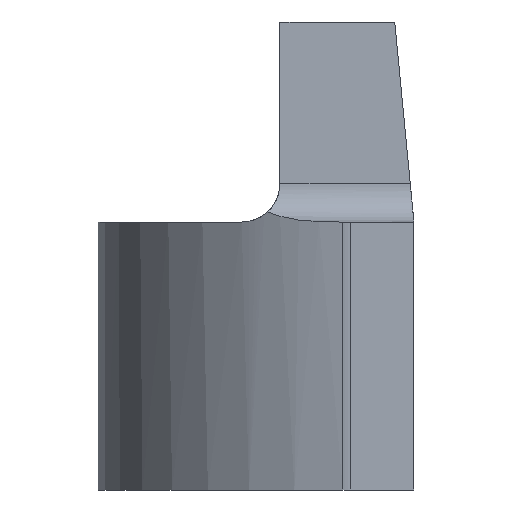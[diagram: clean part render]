
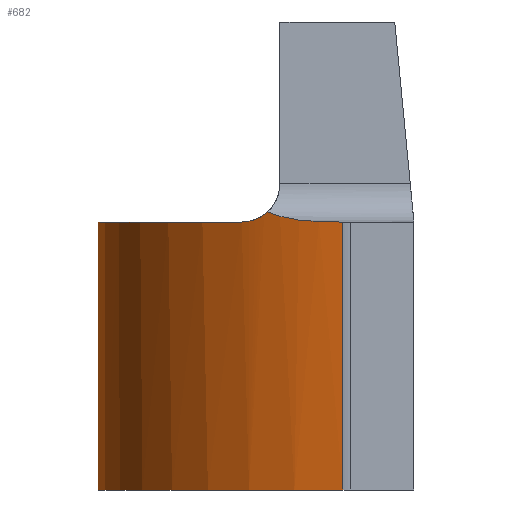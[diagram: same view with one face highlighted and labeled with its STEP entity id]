
A CAD part, left-side view. The second image highlights one B-rep face of the part: STEP entity #682.
In plain terms, the highlighted cylindrical face has radius 16.202 mm (diameter 32.403 mm), a partial arc.
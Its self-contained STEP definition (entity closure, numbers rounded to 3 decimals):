
#81=LINE('',#1160,#138);
#97=LINE('',#1206,#154);
#138=VECTOR('',#905,10.);
#154=VECTOR('',#955,10.);
#167=CYLINDRICAL_SURFACE('',#768,16.202);
#185=B_SPLINE_CURVE_WITH_KNOTS('',3,(#1034,#1035,#1036,#1037,#1038,#1039),
 .UNSPECIFIED.,.F.,.F.,(4,2,4),(0.339,0.426,0.5),
 .UNSPECIFIED.);
#188=B_SPLINE_CURVE_WITH_KNOTS('',3,(#1086,#1087,#1088,#1089,#1090,#1091,
#1092,#1093),.UNSPECIFIED.,.F.,.F.,(4,2,2,4),(-0.661,-0.536,
-0.357,-0.34),.UNSPECIFIED.);
#189=B_SPLINE_CURVE_WITH_KNOTS('',3,(#1099,#1100,#1101,#1102,#1103,#1104),
 .UNSPECIFIED.,.F.,.F.,(4,2,4),(1.867,1.887,1.941),
 .UNSPECIFIED.);
#224=FACE_OUTER_BOUND('',#275,.T.);
#275=EDGE_LOOP('',(#622,#623,#624,#625,#626,#627,#628,#629));
#288=CIRCLE('',#725,16.202);
#292=CIRCLE('',#735,16.202);
#297=CIRCLE('',#755,16.202);
#319=VERTEX_POINT('',#1026);
#322=VERTEX_POINT('',#1032);
#324=VERTEX_POINT('',#1044);
#334=VERTEX_POINT('',#1084);
#335=VERTEX_POINT('',#1085);
#338=VERTEX_POINT('',#1106);
#353=VERTEX_POINT('',#1159);
#356=VERTEX_POINT('',#1169);
#387=EDGE_CURVE('',#322,#319,#185,.T.);
#391=EDGE_CURVE('',#324,#322,#288,.T.);
#405=EDGE_CURVE('',#334,#335,#188,.F.);
#409=EDGE_CURVE('',#319,#335,#189,.T.);
#410=EDGE_CURVE('',#334,#338,#292,.T.);
#435=EDGE_CURVE('',#338,#353,#81,.T.);
#440=EDGE_CURVE('',#356,#353,#297,.T.);
#458=EDGE_CURVE('',#356,#324,#97,.T.);
#622=ORIENTED_EDGE('',*,*,#435,.F.);
#623=ORIENTED_EDGE('',*,*,#410,.F.);
#624=ORIENTED_EDGE('',*,*,#405,.T.);
#625=ORIENTED_EDGE('',*,*,#409,.F.);
#626=ORIENTED_EDGE('',*,*,#387,.F.);
#627=ORIENTED_EDGE('',*,*,#391,.F.);
#628=ORIENTED_EDGE('',*,*,#458,.F.);
#629=ORIENTED_EDGE('',*,*,#440,.T.);
#682=ADVANCED_FACE('',(#224),#167,.T.);
#725=AXIS2_PLACEMENT_3D('',#1046,#821,#822);
#735=AXIS2_PLACEMENT_3D('',#1107,#850,#851);
#755=AXIS2_PLACEMENT_3D('',#1170,#915,#916);
#768=AXIS2_PLACEMENT_3D('',#1205,#953,#954);
#821=DIRECTION('center_axis',(0.,0.,1.));
#822=DIRECTION('ref_axis',(-0.055,0.999,0.));
#850=DIRECTION('center_axis',(0.,0.,1.));
#851=DIRECTION('ref_axis',(-0.055,0.999,0.));
#905=DIRECTION('',(0.,0.,-1.));
#915=DIRECTION('center_axis',(0.,0.,1.));
#916=DIRECTION('ref_axis',(-0.055,0.999,0.));
#953=DIRECTION('center_axis',(0.,0.,1.));
#954=DIRECTION('ref_axis',(-0.055,0.999,0.));
#955=DIRECTION('',(0.,0.,1.));
#1026=CARTESIAN_POINT('',(-13.567,4.142,14.532));
#1032=CARTESIAN_POINT('',(-12.795,5.5,14.));
#1034=CARTESIAN_POINT('Ctrl Pts',(-12.795,5.5,14.));
#1035=CARTESIAN_POINT('Ctrl Pts',(-12.951,5.255,14.));
#1036=CARTESIAN_POINT('Ctrl Pts',(-13.111,4.986,14.048));
#1037=CARTESIAN_POINT('Ctrl Pts',(-13.373,4.518,14.242));
#1038=CARTESIAN_POINT('Ctrl Pts',(-13.48,4.314,14.373));
#1039=CARTESIAN_POINT('Ctrl Pts',(-13.567,4.142,14.532));
#1044=CARTESIAN_POINT('',(0.,13.,14.));
#1046=CARTESIAN_POINT('Origin',(0.887,-3.177,14.));
#1084=CARTESIAN_POINT('',(-14.925,0.354,14.));
#1085=CARTESIAN_POINT('',(-13.875,3.5,14.298));
#1086=CARTESIAN_POINT('Ctrl Pts',(-13.875,3.5,14.298));
#1087=CARTESIAN_POINT('Ctrl Pts',(-14.042,3.13,14.195));
#1088=CARTESIAN_POINT('Ctrl Pts',(-14.201,2.741,14.129));
#1089=CARTESIAN_POINT('Ctrl Pts',(-14.556,1.762,14.022));
#1090=CARTESIAN_POINT('Ctrl Pts',(-14.737,1.157,14.004));
#1091=CARTESIAN_POINT('Ctrl Pts',(-14.897,0.477,14.));
#1092=CARTESIAN_POINT('Ctrl Pts',(-14.911,0.416,14.));
#1093=CARTESIAN_POINT('Ctrl Pts',(-14.925,0.354,14.));
#1099=CARTESIAN_POINT('Ctrl Pts',(-13.567,4.142,14.532));
#1100=CARTESIAN_POINT('Ctrl Pts',(-13.597,4.082,14.504));
#1101=CARTESIAN_POINT('Ctrl Pts',(-13.627,4.022,14.478));
#1102=CARTESIAN_POINT('Ctrl Pts',(-13.73,3.813,14.393));
#1103=CARTESIAN_POINT('Ctrl Pts',(-13.803,3.658,14.342));
#1104=CARTESIAN_POINT('Ctrl Pts',(-13.875,3.5,14.298));
#1106=CARTESIAN_POINT('',(-14.956,0.214,14.));
#1107=CARTESIAN_POINT('Origin',(0.887,-3.177,14.));
#1159=CARTESIAN_POINT('',(-14.956,0.214,0.));
#1160=CARTESIAN_POINT('',(-14.956,0.214,0.));
#1169=CARTESIAN_POINT('',(0.,13.,0.));
#1170=CARTESIAN_POINT('Origin',(0.887,-3.177,0.));
#1205=CARTESIAN_POINT('Origin',(0.887,-3.177,0.));
#1206=CARTESIAN_POINT('',(0.,13.,0.));
